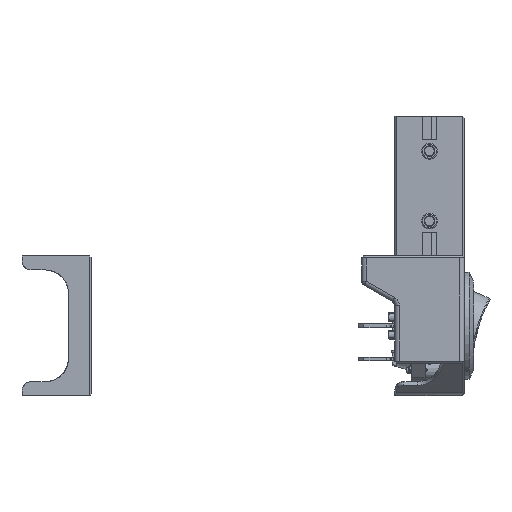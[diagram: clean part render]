
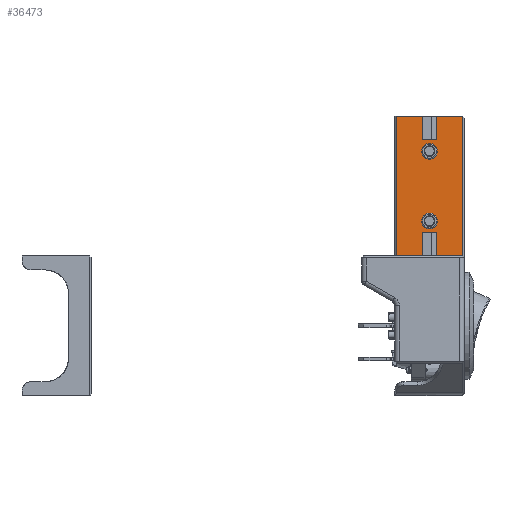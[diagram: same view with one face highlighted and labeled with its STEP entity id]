
A CAD part, left-side view. The second image highlights one B-rep face of the part: STEP entity #36473.
In plain terms, the highlighted planar face has unit normal (-1, 0, 0).
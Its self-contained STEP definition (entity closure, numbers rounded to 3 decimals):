
#1237=FACE_BOUND('',#6048,.T.);
#1238=FACE_BOUND('',#6049,.T.);
#1239=FACE_BOUND('',#6050,.T.);
#2082=CIRCLE('',#39107,1.6);
#2083=CIRCLE('',#39108,5.4);
#2084=CIRCLE('',#39109,1.7);
#2085=CIRCLE('',#39110,1.7);
#3751=FACE_OUTER_BOUND('',#6047,.T.);
#6047=EDGE_LOOP('',(#25157,#25158,#25159,#25160,#25161,#25162,#25163,#25164,
#25165,#25166,#25167,#25168));
#6048=EDGE_LOOP('',(#25169,#25170,#25171,#25172));
#6049=EDGE_LOOP('',(#25173));
#6050=EDGE_LOOP('',(#25174));
#8711=LINE('',#54887,#12238);
#8712=LINE('',#54889,#12239);
#8713=LINE('',#54891,#12240);
#8714=LINE('',#54893,#12241);
#8715=LINE('',#54895,#12242);
#8716=LINE('',#54897,#12243);
#8717=LINE('',#54899,#12244);
#8718=LINE('',#54901,#12245);
#8719=LINE('',#54903,#12246);
#8720=LINE('',#54907,#12247);
#8721=LINE('',#54911,#12248);
#8722=LINE('',#54913,#12249);
#8723=LINE('',#54915,#12250);
#8724=LINE('',#54916,#12251);
#12238=VECTOR('',#43269,1000.);
#12239=VECTOR('',#43270,1000.);
#12240=VECTOR('',#43271,10.);
#12241=VECTOR('',#43272,10.);
#12242=VECTOR('',#43273,10.);
#12243=VECTOR('',#43274,10.);
#12244=VECTOR('',#43275,10.);
#12245=VECTOR('',#43276,10.);
#12246=VECTOR('',#43277,10.);
#12247=VECTOR('',#43280,10.);
#12248=VECTOR('',#43283,10.);
#12249=VECTOR('',#43284,10.);
#12250=VECTOR('',#43285,10.);
#12251=VECTOR('',#43286,10.);
#15929=VERTEX_POINT('',#54885);
#15930=VERTEX_POINT('',#54886);
#15931=VERTEX_POINT('',#54888);
#15932=VERTEX_POINT('',#54890);
#15933=VERTEX_POINT('',#54892);
#15934=VERTEX_POINT('',#54894);
#15935=VERTEX_POINT('',#54896);
#15936=VERTEX_POINT('',#54898);
#15937=VERTEX_POINT('',#54900);
#15938=VERTEX_POINT('',#54902);
#15939=VERTEX_POINT('',#54904);
#15940=VERTEX_POINT('',#54906);
#15941=VERTEX_POINT('',#54909);
#15942=VERTEX_POINT('',#54910);
#15943=VERTEX_POINT('',#54912);
#15944=VERTEX_POINT('',#54914);
#15945=VERTEX_POINT('',#54917);
#15946=VERTEX_POINT('',#54919);
#19365=EDGE_CURVE('',#15929,#15930,#8711,.T.);
#19366=EDGE_CURVE('',#15931,#15929,#8712,.T.);
#19367=EDGE_CURVE('',#15931,#15932,#8713,.T.);
#19368=EDGE_CURVE('',#15932,#15933,#8714,.T.);
#19369=EDGE_CURVE('',#15934,#15933,#8715,.T.);
#19370=EDGE_CURVE('',#15935,#15934,#8716,.T.);
#19371=EDGE_CURVE('',#15936,#15935,#8717,.T.);
#19372=EDGE_CURVE('',#15936,#15937,#8718,.T.);
#19373=EDGE_CURVE('',#15937,#15938,#8719,.T.);
#19374=EDGE_CURVE('',#15938,#15939,#2082,.T.);
#19375=EDGE_CURVE('',#15939,#15940,#8720,.T.);
#19376=EDGE_CURVE('',#15940,#15930,#2083,.T.);
#19377=EDGE_CURVE('',#15941,#15942,#8721,.T.);
#19378=EDGE_CURVE('',#15943,#15941,#8722,.T.);
#19379=EDGE_CURVE('',#15944,#15943,#8723,.T.);
#19380=EDGE_CURVE('',#15942,#15944,#8724,.T.);
#19381=EDGE_CURVE('',#15945,#15945,#2084,.T.);
#19382=EDGE_CURVE('',#15946,#15946,#2085,.T.);
#25157=ORIENTED_EDGE('',*,*,#19365,.F.);
#25158=ORIENTED_EDGE('',*,*,#19366,.F.);
#25159=ORIENTED_EDGE('',*,*,#19367,.T.);
#25160=ORIENTED_EDGE('',*,*,#19368,.T.);
#25161=ORIENTED_EDGE('',*,*,#19369,.F.);
#25162=ORIENTED_EDGE('',*,*,#19370,.F.);
#25163=ORIENTED_EDGE('',*,*,#19371,.F.);
#25164=ORIENTED_EDGE('',*,*,#19372,.T.);
#25165=ORIENTED_EDGE('',*,*,#19373,.T.);
#25166=ORIENTED_EDGE('',*,*,#19374,.T.);
#25167=ORIENTED_EDGE('',*,*,#19375,.T.);
#25168=ORIENTED_EDGE('',*,*,#19376,.T.);
#25169=ORIENTED_EDGE('',*,*,#19377,.F.);
#25170=ORIENTED_EDGE('',*,*,#19378,.F.);
#25171=ORIENTED_EDGE('',*,*,#19379,.F.);
#25172=ORIENTED_EDGE('',*,*,#19380,.F.);
#25173=ORIENTED_EDGE('',*,*,#19381,.F.);
#25174=ORIENTED_EDGE('',*,*,#19382,.T.);
#35383=PLANE('',#39106);
#36473=ADVANCED_FACE('',(#3751,#1237,#1238,#1239),#35383,.F.);
#39106=AXIS2_PLACEMENT_3D('',#54884,#43267,#43268);
#39107=AXIS2_PLACEMENT_3D('',#54905,#43278,#43279);
#39108=AXIS2_PLACEMENT_3D('',#54908,#43281,#43282);
#39109=AXIS2_PLACEMENT_3D('',#54918,#43287,#43288);
#39110=AXIS2_PLACEMENT_3D('',#54920,#43289,#43290);
#43267=DIRECTION('center_axis',(1.,0.,0.));
#43268=DIRECTION('ref_axis',(0.,0.,-1.));
#43269=DIRECTION('',(0.,1.,0.));
#43270=DIRECTION('',(0.,0.,-1.));
#43271=DIRECTION('',(0.,1.,0.));
#43272=DIRECTION('',(0.,0.,-1.));
#43273=DIRECTION('',(0.,1.,0.));
#43274=DIRECTION('',(0.,0.,1.));
#43275=DIRECTION('',(0.,-1.,0.));
#43276=DIRECTION('',(0.,0.,-1.));
#43277=DIRECTION('',(0.,-1.,0.));
#43278=DIRECTION('center_axis',(-1.,0.,0.));
#43279=DIRECTION('ref_axis',(0.,0.,-1.));
#43280=DIRECTION('',(0.,0.,1.));
#43281=DIRECTION('center_axis',(1.,0.,0.));
#43282=DIRECTION('ref_axis',(0.,0.,1.));
#43283=DIRECTION('',(0.,-1.,0.));
#43284=DIRECTION('',(0.,0.,-1.));
#43285=DIRECTION('',(0.,1.,0.));
#43286=DIRECTION('',(0.,0.,1.));
#43287=DIRECTION('center_axis',(-1.,0.,0.));
#43288=DIRECTION('ref_axis',(0.,1.,0.));
#43289=DIRECTION('center_axis',(1.,0.,0.));
#43290=DIRECTION('ref_axis',(0.,1.,0.));
#54884=CARTESIAN_POINT('Origin',(15.,19.351,-15.));
#54885=CARTESIAN_POINT('',(15.,10.649,-4.6));
#54886=CARTESIAN_POINT('',(15.,22.,-4.6));
#54887=CARTESIAN_POINT('',(15.,19.351,-4.6));
#54888=CARTESIAN_POINT('',(15.,10.649,-0.4));
#54889=CARTESIAN_POINT('',(15.,10.649,-5.));
#54890=CARTESIAN_POINT('',(15.,60.,-0.4));
#54891=CARTESIAN_POINT('',(15.,19.639,-0.4));
#54892=CARTESIAN_POINT('',(15.,60.,-6.));
#54893=CARTESIAN_POINT('',(15.,60.,0.));
#54894=CARTESIAN_POINT('',(15.,55.,-6.));
#54895=CARTESIAN_POINT('',(15.,39.675,-6.));
#54896=CARTESIAN_POINT('',(15.,55.,-9.));
#54897=CARTESIAN_POINT('',(15.,55.,-11.25));
#54898=CARTESIAN_POINT('',(15.,60.,-9.));
#54899=CARTESIAN_POINT('',(15.,39.675,-9.));
#54900=CARTESIAN_POINT('',(15.,60.,-14.6));
#54901=CARTESIAN_POINT('',(15.,60.,0.));
#54902=CARTESIAN_POINT('',(15.,29.,-14.6));
#54903=CARTESIAN_POINT('',(15.,24.675,-14.6));
#54904=CARTESIAN_POINT('',(15.,27.4,-13.));
#54905=CARTESIAN_POINT('Origin',(15.,29.,-13.));
#54906=CARTESIAN_POINT('',(15.,27.4,-10.));
#54907=CARTESIAN_POINT('',(15.,27.4,-15.));
#54908=CARTESIAN_POINT('Origin',(15.,22.,-10.));
#54909=CARTESIAN_POINT('',(15.,35.,-9.));
#54910=CARTESIAN_POINT('',(15.,30.,-9.));
#54911=CARTESIAN_POINT('',(15.,24.675,-9.));
#54912=CARTESIAN_POINT('',(15.,35.,-6.));
#54913=CARTESIAN_POINT('',(15.,35.,-11.25));
#54914=CARTESIAN_POINT('',(15.,30.,-6.));
#54915=CARTESIAN_POINT('',(15.,24.675,-6.));
#54916=CARTESIAN_POINT('',(15.,30.,-11.25));
#54917=CARTESIAN_POINT('',(15.,50.8,-7.5));
#54918=CARTESIAN_POINT('Origin',(15.,52.5,-7.5));
#54919=CARTESIAN_POINT('',(15.,35.8,-7.5));
#54920=CARTESIAN_POINT('Origin',(15.,37.5,-7.5));
